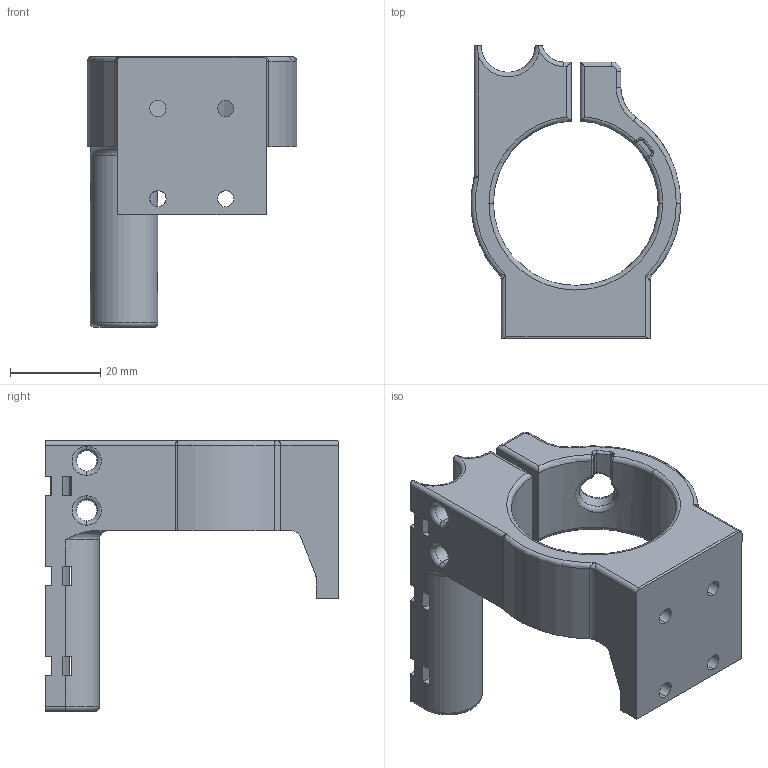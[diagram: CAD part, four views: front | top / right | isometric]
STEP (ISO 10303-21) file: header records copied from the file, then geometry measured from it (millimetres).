
FILE_DESCRIPTION (( 'STEP AP203' ), '1' );
FILE_NAME ('M2 Extruder Motor Mount r2.STEP', '2013-09-26T18:20:33', ( '' ), ( '' ), 'SwSTEP 2.0', 'SolidWorks 2012', '' );
FILE_SCHEMA (( 'CONFIG_CONTROL_DESIGN' ));
Length unit declared in the file: millimetre
Products named in the file (1): M2 Extruder Motor Mount r2
Bounding box: 46.43 x 65 x 60 mm (x, y, z)
Volume: 30273.5 mm3; surface area: 14135.1 mm2
Topology: 1 solids, 1 shells, 174 faces, 497 edges, 313 vertices
Faces by surface type: cylinder 73, plane 62, torus 24, bspline 15
Entity records: 6979 total; most frequent: CARTESIAN_POINT 2363, ORIENTED_EDGE 988, DIRECTION 952, EDGE_CURVE 494, AXIS2_PLACEMENT_3D 364, VERTEX_POINT 313, VECTOR 224, LINE 224
